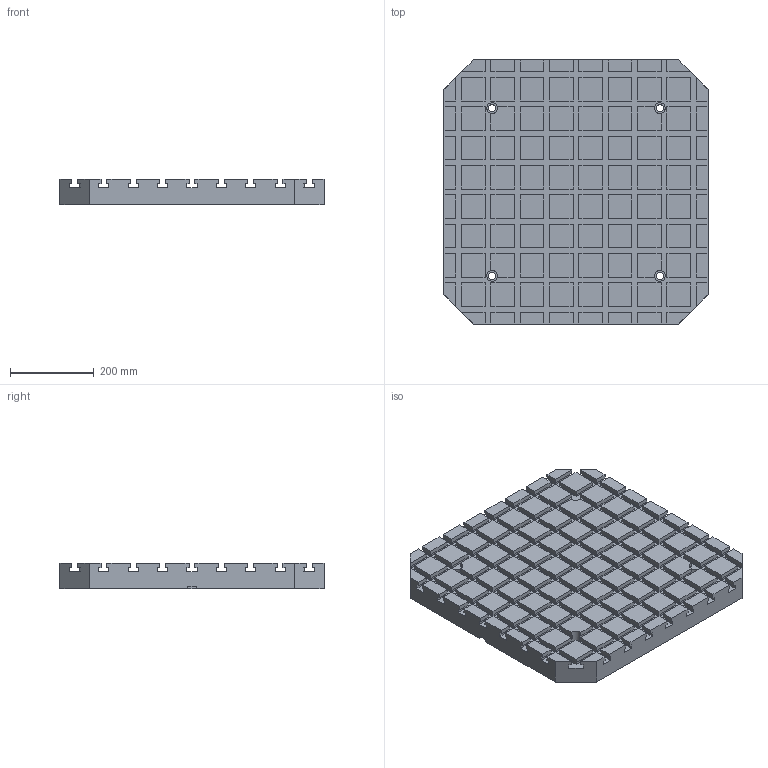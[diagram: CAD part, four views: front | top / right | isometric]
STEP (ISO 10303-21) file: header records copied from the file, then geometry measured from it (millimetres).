
FILE_DESCRIPTION(('STEP AP214'),'1');
FILE_NAME('halderv_eh_1200_900.stp','2014-06-18T11:45:06',('TraceParts'),('TraceParts S.A.'),'XStep 1.0',' ',' ');
FILE_SCHEMA(('automotive_design'));
Length unit declared in the file: millimetre
Products named in the file (1): 1
Bounding box: 630 x 630 x 60 mm (x, y, z)
Volume: 19505240.3 mm3; surface area: 1398999.3 mm2
Topology: 1 solids, 1 shells, 928 faces, 2400 edges, 1600 vertices
Faces by surface type: plane 904, cylinder 24
Entity records: 55204 total; most frequent: CARTESIAN_POINT 4929, STYLED_ITEM 4928, PRESENTATION_STYLE_ASSIGNMENT 4928, COLOUR_RGB 4928, ORIENTED_EDGE 4800, DIRECTION 4322, EDGE_CURVE 2400, CURVE_STYLE 2400
